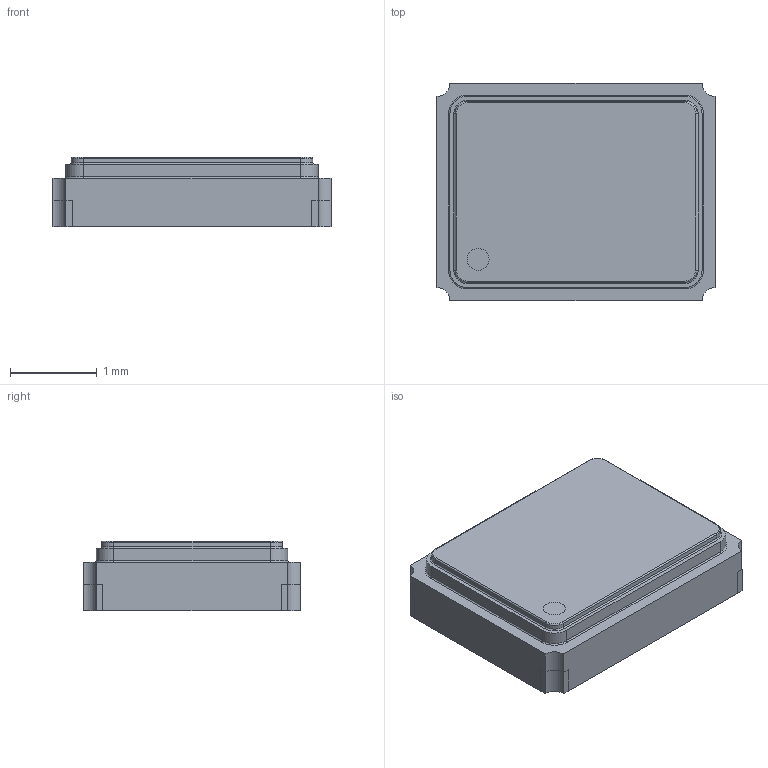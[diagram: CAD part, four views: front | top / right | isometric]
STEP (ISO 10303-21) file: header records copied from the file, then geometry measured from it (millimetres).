
FILE_DESCRIPTION (( 'STEP AP214' ), '1' );
FILE_NAME ('ECS-80-8-33Q-ADS-TR3.STEP', '2023-02-03T06:45:52', ( '' ), ( '' ), 'SwSTEP 2.0', 'SolidWorks 2022', '' );
FILE_SCHEMA (( 'AUTOMOTIVE_DESIGN' ));
Length unit declared in the file: millimetre
Products named in the file (1): ECS-80-8-33Q-ADS-TR3
Bounding box: 3.2 x 2.5 x 0.8 mm (x, y, z)
Volume: 5.9 mm3; surface area: 63 mm2
Topology: 8 solids, 8 shells, 135 faces, 330 edges, 212 vertices
Faces by surface type: plane 75, cylinder 48, torus 12
Entity records: 4541 total; most frequent: DIRECTION 710, CARTESIAN_POINT 678, ORIENTED_EDGE 660, EDGE_CURVE 330, AXIS2_PLACEMENT_3D 244, VECTOR 222, LINE 222, VERTEX_POINT 212
